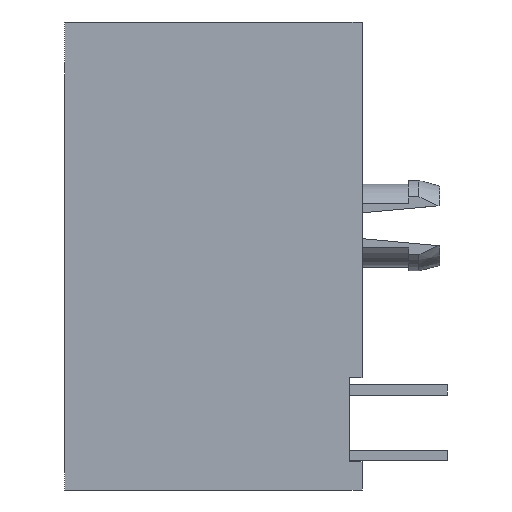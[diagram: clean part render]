
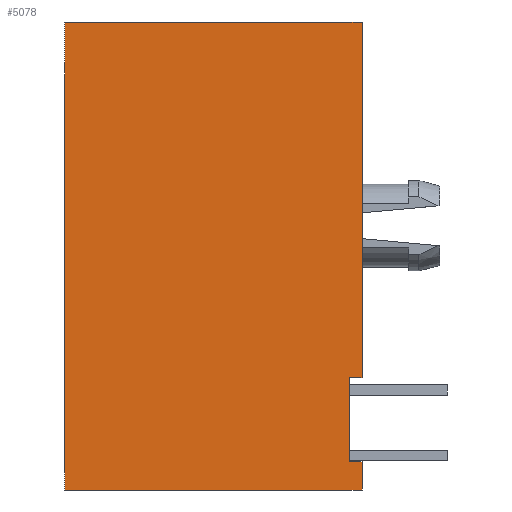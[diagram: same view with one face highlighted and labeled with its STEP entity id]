
A CAD part, left-side view. The second image highlights one B-rep face of the part: STEP entity #5078.
In plain terms, the highlighted planar face has unit normal (-1, 0, 0).
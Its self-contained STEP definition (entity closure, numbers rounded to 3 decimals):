
#48 = CARTESIAN_POINT ( 'NONE',  ( -5.59, 5.75, 0. ) ) ;
#726 = VERTEX_POINT ( 'NONE', #12042 ) ;
#845 = FACE_OUTER_BOUND ( 'NONE', #7555, .T. ) ;
#1021 = VECTOR ( 'NONE', #2534, 1000. ) ;
#1210 = DIRECTION ( 'NONE',  ( 0., -1., 0. ) ) ;
#1231 = VECTOR ( 'NONE', #3968, 1000. ) ;
#1272 = VECTOR ( 'NONE', #1210, 1000. ) ;
#1304 = ORIENTED_EDGE ( 'NONE', *, *, #10759, .F. ) ;
#1393 = CARTESIAN_POINT ( 'NONE',  ( -5.59, 5.75, 0. ) ) ;
#1736 = CARTESIAN_POINT ( 'NONE',  ( -5.59, -5.75, 0. ) ) ;
#1804 = ORIENTED_EDGE ( 'NONE', *, *, #6215, .T. ) ;
#1863 = VERTEX_POINT ( 'NONE', #11756 ) ;
#1882 = VECTOR ( 'NONE', #6990, 1000. ) ;
#1893 = DIRECTION ( 'NONE',  ( -1., 0., 0. ) ) ;
#2534 = DIRECTION ( 'NONE',  ( 0., 0., 1. ) ) ;
#2638 = LINE ( 'NONE', #4724, #3784 ) ;
#2933 = ORIENTED_EDGE ( 'NONE', *, *, #7379, .F. ) ;
#3030 = EDGE_CURVE ( 'NONE', #7921, #7633, #4384, .T. ) ;
#3481 = DIRECTION ( 'NONE',  ( 0., 1., 0. ) ) ;
#3534 = CARTESIAN_POINT ( 'NONE',  ( -5.59, 5.75, -17. ) ) ;
#3784 = VECTOR ( 'NONE', #9759, 1000. ) ;
#3968 = DIRECTION ( 'NONE',  ( 0., -1., 0. ) ) ;
#4107 = LINE ( 'NONE', #6069, #1882 ) ;
#4384 = LINE ( 'NONE', #1393, #9742 ) ;
#4653 = CARTESIAN_POINT ( 'NONE',  ( -5.59, -5.75, -13.75 ) ) ;
#4717 = CARTESIAN_POINT ( 'NONE',  ( -5.59, -5.25, -13.75 ) ) ;
#4724 = CARTESIAN_POINT ( 'NONE',  ( -5.59, -5.75, 0. ) ) ;
#4868 = LINE ( 'NONE', #1736, #9652 ) ;
#5028 = VERTEX_POINT ( 'NONE', #4717 ) ;
#5078 = ADVANCED_FACE ( 'NONE', ( #845 ), #6913, .T. ) ;
#5557 = ORIENTED_EDGE ( 'NONE', *, *, #3030, .F. ) ;
#5805 = EDGE_CURVE ( 'NONE', #7921, #726, #4107, .T. ) ;
#5906 = CARTESIAN_POINT ( 'NONE',  ( -5.59, -5.25, -13.75 ) ) ;
#6069 = CARTESIAN_POINT ( 'NONE',  ( -5.59, 0., -18.1 ) ) ;
#6081 = CARTESIAN_POINT ( 'NONE',  ( -5.59, 5.75, -18.1 ) ) ;
#6116 = EDGE_CURVE ( 'NONE', #1863, #10737, #9388, .T. ) ;
#6215 = EDGE_CURVE ( 'NONE', #726, #1863, #4868, .T. ) ;
#6913 = PLANE ( 'NONE',  #11168 ) ;
#6990 = DIRECTION ( 'NONE',  ( 0., -1., 0. ) ) ;
#7215 = LINE ( 'NONE', #11215, #1272 ) ;
#7312 = VERTEX_POINT ( 'NONE', #8205 ) ;
#7379 = EDGE_CURVE ( 'NONE', #7633, #7312, #7215, .T. ) ;
#7555 = EDGE_LOOP ( 'NONE', ( #11915, #9987, #1304, #2933, #5557, #10668, #1804, #12705 ) ) ;
#7633 = VERTEX_POINT ( 'NONE', #48 ) ;
#7692 = CARTESIAN_POINT ( 'NONE',  ( -5.59, -5.25, -17. ) ) ;
#7742 = VERTEX_POINT ( 'NONE', #4653 ) ;
#7921 = VERTEX_POINT ( 'NONE', #6081 ) ;
#8205 = CARTESIAN_POINT ( 'NONE',  ( -5.59, -5.75, 0. ) ) ;
#8376 = DIRECTION ( 'NONE',  ( 0., 0., 1. ) ) ;
#9388 = LINE ( 'NONE', #3534, #10880 ) ;
#9591 = LINE ( 'NONE', #7692, #1021 ) ;
#9617 = CARTESIAN_POINT ( 'NONE',  ( -5.59, -5.25, -17. ) ) ;
#9652 = VECTOR ( 'NONE', #9778, 1000. ) ;
#9742 = VECTOR ( 'NONE', #8376, 1000. ) ;
#9759 = DIRECTION ( 'NONE',  ( 0., 0., -1. ) ) ;
#9778 = DIRECTION ( 'NONE',  ( 0., 0., 1. ) ) ;
#9987 = ORIENTED_EDGE ( 'NONE', *, *, #12863, .T. ) ;
#10668 = ORIENTED_EDGE ( 'NONE', *, *, #5805, .T. ) ;
#10737 = VERTEX_POINT ( 'NONE', #9617 ) ;
#10759 = EDGE_CURVE ( 'NONE', #7312, #7742, #2638, .T. ) ;
#10845 = LINE ( 'NONE', #5906, #1231 ) ;
#10880 = VECTOR ( 'NONE', #3481, 1000. ) ;
#10894 = CARTESIAN_POINT ( 'NONE',  ( -5.59, 5.75, 0. ) ) ;
#11032 = DIRECTION ( 'NONE',  ( 0., 0., 1. ) ) ;
#11168 = AXIS2_PLACEMENT_3D ( 'NONE', #10894, #1893, #11032 ) ;
#11215 = CARTESIAN_POINT ( 'NONE',  ( -5.59, 0., 0. ) ) ;
#11756 = CARTESIAN_POINT ( 'NONE',  ( -5.59, -5.75, -17. ) ) ;
#11915 = ORIENTED_EDGE ( 'NONE', *, *, #12056, .T. ) ;
#12042 = CARTESIAN_POINT ( 'NONE',  ( -5.59, -5.75, -18.1 ) ) ;
#12056 = EDGE_CURVE ( 'NONE', #10737, #5028, #9591, .T. ) ;
#12705 = ORIENTED_EDGE ( 'NONE', *, *, #6116, .T. ) ;
#12863 = EDGE_CURVE ( 'NONE', #5028, #7742, #10845, .T. ) ;
